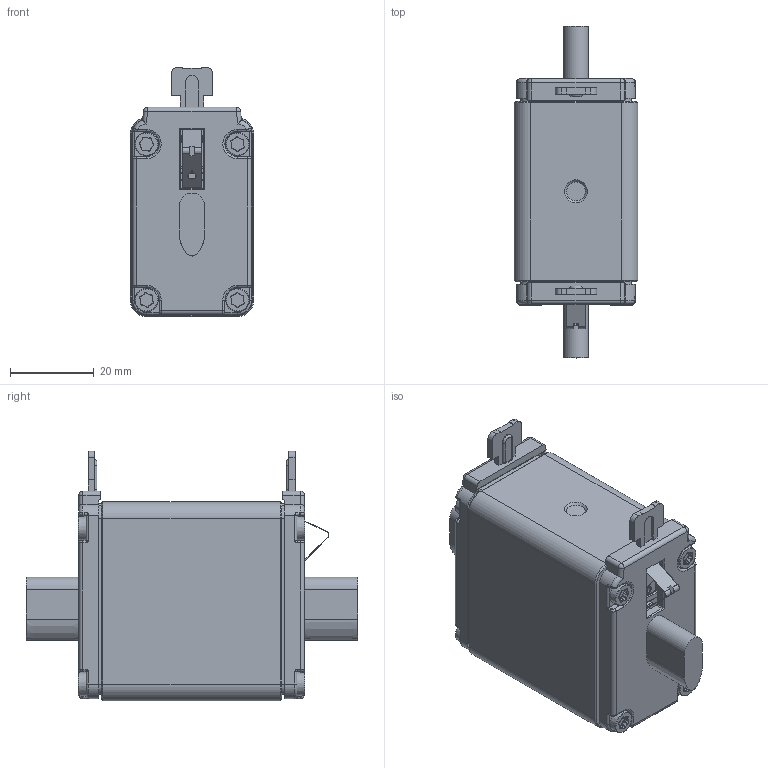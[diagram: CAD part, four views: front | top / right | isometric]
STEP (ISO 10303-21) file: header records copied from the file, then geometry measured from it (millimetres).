
FILE_DESCRIPTION(/* description */ (''),/* implementation_level */ '2;1');
FILE_NAME(/* name */ '1000406-A NH00 SGL.stp',/* time_stamp */ '2016-11-30T10:31:17+01:00',/* author */ (''),/* organization */ (''),/* preprocessor_version */ 'ST-DEVELOPER v16',/* originating_system */ 'SIEMENS PLM Software NX 10.0',/* authorisation */ '');
FILE_SCHEMA (('AUTOMOTIVE_DESIGN { 1 0 10303 214 3 1 1 1 }'));
Length unit declared in the file: millimetre
Products named in the file (1): dbou2C045E33eh1l
Bounding box: 29.5 x 79.2 x 59.55 mm (x, y, z)
Volume: 73619 mm3; surface area: 17570.8 mm2
Topology: 2 solids, 13 shells, 1101 faces, 2924 edges, 1875 vertices
Faces by surface type: plane 523, cylinder 433, torus 72, cone 39, bspline 26, sphere 4, extrusion 4
Full cylindrical faces by diameter (mm): 0.3 x1, 2 x5, 3.2 x1, 4.5 x1, 5 x1, 6 x3, 6.4 x1, 7 x1
Entity records: 38730 total; most frequent: CARTESIAN_POINT 10969, DIRECTION 5960, ORIENTED_EDGE 5658, EDGE_CURVE 2829, AXIS2_PLACEMENT_3D 2120, VERTEX_POINT 1833, VECTOR 1720, LINE 1716
